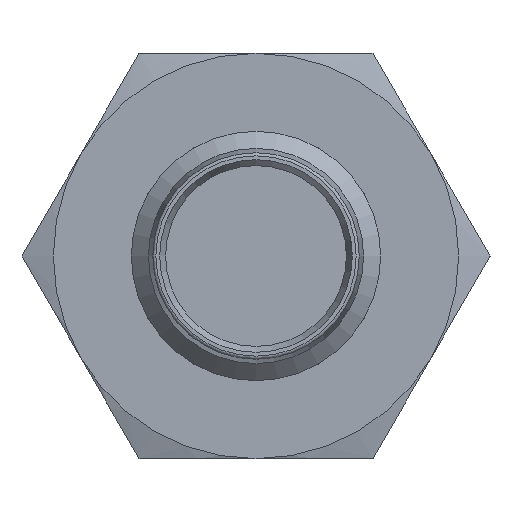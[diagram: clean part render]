
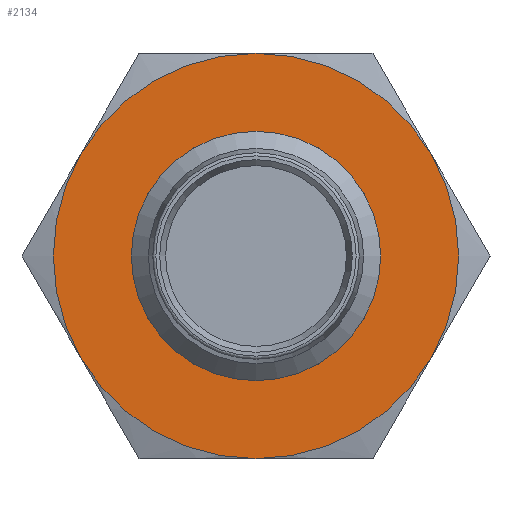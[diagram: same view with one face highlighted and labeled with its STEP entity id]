
A CAD part, left-side view. The second image highlights one B-rep face of the part: STEP entity #2134.
In plain terms, the highlighted planar face has unit normal (-1, 0, 0).
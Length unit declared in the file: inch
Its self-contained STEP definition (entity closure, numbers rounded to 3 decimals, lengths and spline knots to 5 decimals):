
#14 = EDGE_CURVE ( 'NONE', #2012, #1040, #3875, .T. ) ;
#76 = CIRCLE ( 'NONE', #401, 0.25591 ) ;
#82 = VERTEX_POINT ( 'NONE', #3782 ) ;
#133 = CARTESIAN_POINT ( 'NONE',  ( 0.82677, 0., 0. ) ) ;
#143 = EDGE_LOOP ( 'NONE', ( #797, #897, #1194, #2651, #3301, #2712 ) ) ;
#151 = FACE_BOUND ( 'NONE', #1532, .T. ) ;
#166 = CARTESIAN_POINT ( 'NONE',  ( 0.82677, 0., 0. ) ) ;
#234 = EDGE_CURVE ( 'NONE', #3882, #2012, #3523, .T. ) ;
#242 = DIRECTION ( 'NONE',  ( 0., 0., 1. ) ) ;
#255 = DIRECTION ( 'NONE',  ( 0., 0., 1. ) ) ;
#257 = AXIS2_PLACEMENT_3D ( 'NONE', #166, #1433, #3642 ) ;
#296 = AXIS2_PLACEMENT_3D ( 'NONE', #3680, #2439, #3739 ) ;
#316 = VERTEX_POINT ( 'NONE', #514 ) ;
#401 = AXIS2_PLACEMENT_3D ( 'NONE', #2450, #3406, #242 ) ;
#450 = CIRCLE ( 'NONE', #1122, 0.25591 ) ;
#478 = AXIS2_PLACEMENT_3D ( 'NONE', #3581, #3891, #3224 ) ;
#514 = CARTESIAN_POINT ( 'NONE',  ( 0.82677, -0.22162, -0.12795 ) ) ;
#622 = DIRECTION ( 'NONE',  ( 0., 0., 1. ) ) ;
#797 = ORIENTED_EDGE ( 'NONE', *, *, #1493, .F. ) ;
#847 = ORIENTED_EDGE ( 'NONE', *, *, #4067, .T. ) ;
#897 = ORIENTED_EDGE ( 'NONE', *, *, #964, .F. ) ;
#964 = EDGE_CURVE ( 'NONE', #1040, #82, #3095, .T. ) ;
#992 = EDGE_CURVE ( 'NONE', #316, #3792, #76, .T. ) ;
#1040 = VERTEX_POINT ( 'NONE', #1389 ) ;
#1122 = AXIS2_PLACEMENT_3D ( 'NONE', #133, #3579, #1698 ) ;
#1194 = ORIENTED_EDGE ( 'NONE', *, *, #14, .F. ) ;
#1255 = FACE_OUTER_BOUND ( 'NONE', #143, .T. ) ;
#1389 = CARTESIAN_POINT ( 'NONE',  ( 0.82677, 0., 0.25591 ) ) ;
#1421 = CIRCLE ( 'NONE', #478, 0.15748 ) ;
#1433 = DIRECTION ( 'NONE',  ( 1., 0., 0. ) ) ;
#1493 = EDGE_CURVE ( 'NONE', #82, #316, #2951, .T. ) ;
#1519 = DIRECTION ( 'NONE',  ( 0., 0., 1. ) ) ;
#1532 = EDGE_LOOP ( 'NONE', ( #847 ) ) ;
#1698 = DIRECTION ( 'NONE',  ( 0., 0., 1. ) ) ;
#1801 = PLANE ( 'NONE',  #2506 ) ;
#1838 = CARTESIAN_POINT ( 'NONE',  ( 0.82677, 0., 0. ) ) ;
#2012 = VERTEX_POINT ( 'NONE', #2340 ) ;
#2102 = AXIS2_PLACEMENT_3D ( 'NONE', #1838, #4055, #622 ) ;
#2131 = DIRECTION ( 'NONE',  ( 1., 0., 0. ) ) ;
#2134 = ADVANCED_FACE ( 'NONE', ( #151, #1255 ), #1801, .F. ) ;
#2340 = CARTESIAN_POINT ( 'NONE',  ( 0.82677, 0.22162, 0.12795 ) ) ;
#2439 = DIRECTION ( 'NONE',  ( 1., 0., 0. ) ) ;
#2450 = CARTESIAN_POINT ( 'NONE',  ( 0.82677, 0., 0. ) ) ;
#2467 = DIRECTION ( 'NONE',  ( 1., 0., 0. ) ) ;
#2505 = VERTEX_POINT ( 'NONE', #2669 ) ;
#2506 = AXIS2_PLACEMENT_3D ( 'NONE', #4004, #2131, #1519 ) ;
#2542 = CARTESIAN_POINT ( 'NONE',  ( 0.82677, 0., -0.25591 ) ) ;
#2651 = ORIENTED_EDGE ( 'NONE', *, *, #234, .F. ) ;
#2669 = CARTESIAN_POINT ( 'NONE',  ( 0.82677, 0., 0.15748 ) ) ;
#2712 = ORIENTED_EDGE ( 'NONE', *, *, #992, .F. ) ;
#2853 = EDGE_CURVE ( 'NONE', #3792, #3882, #450, .T. ) ;
#2951 = CIRCLE ( 'NONE', #3023, 0.25591 ) ;
#3023 = AXIS2_PLACEMENT_3D ( 'NONE', #3109, #2467, #255 ) ;
#3095 = CIRCLE ( 'NONE', #296, 0.25591 ) ;
#3109 = CARTESIAN_POINT ( 'NONE',  ( 0.82677, 0., 0. ) ) ;
#3224 = DIRECTION ( 'NONE',  ( 0., 0., 1. ) ) ;
#3285 = CARTESIAN_POINT ( 'NONE',  ( 0.82677, 0.22162, -0.12795 ) ) ;
#3301 = ORIENTED_EDGE ( 'NONE', *, *, #2853, .F. ) ;
#3406 = DIRECTION ( 'NONE',  ( 1., 0., 0. ) ) ;
#3523 = CIRCLE ( 'NONE', #257, 0.25591 ) ;
#3579 = DIRECTION ( 'NONE',  ( 1., 0., 0. ) ) ;
#3581 = CARTESIAN_POINT ( 'NONE',  ( 0.82677, 0., 0. ) ) ;
#3642 = DIRECTION ( 'NONE',  ( 0., 0., 1. ) ) ;
#3680 = CARTESIAN_POINT ( 'NONE',  ( 0.82677, 0., 0. ) ) ;
#3739 = DIRECTION ( 'NONE',  ( 0., 0., 1. ) ) ;
#3782 = CARTESIAN_POINT ( 'NONE',  ( 0.82677, -0.22162, 0.12795 ) ) ;
#3792 = VERTEX_POINT ( 'NONE', #2542 ) ;
#3875 = CIRCLE ( 'NONE', #2102, 0.25591 ) ;
#3882 = VERTEX_POINT ( 'NONE', #3285 ) ;
#3891 = DIRECTION ( 'NONE',  ( 1., 0., 0. ) ) ;
#4004 = CARTESIAN_POINT ( 'NONE',  ( 0.82677, -0.25591, 0. ) ) ;
#4055 = DIRECTION ( 'NONE',  ( 1., 0., 0. ) ) ;
#4067 = EDGE_CURVE ( 'NONE', #2505, #2505, #1421, .T. ) ;
